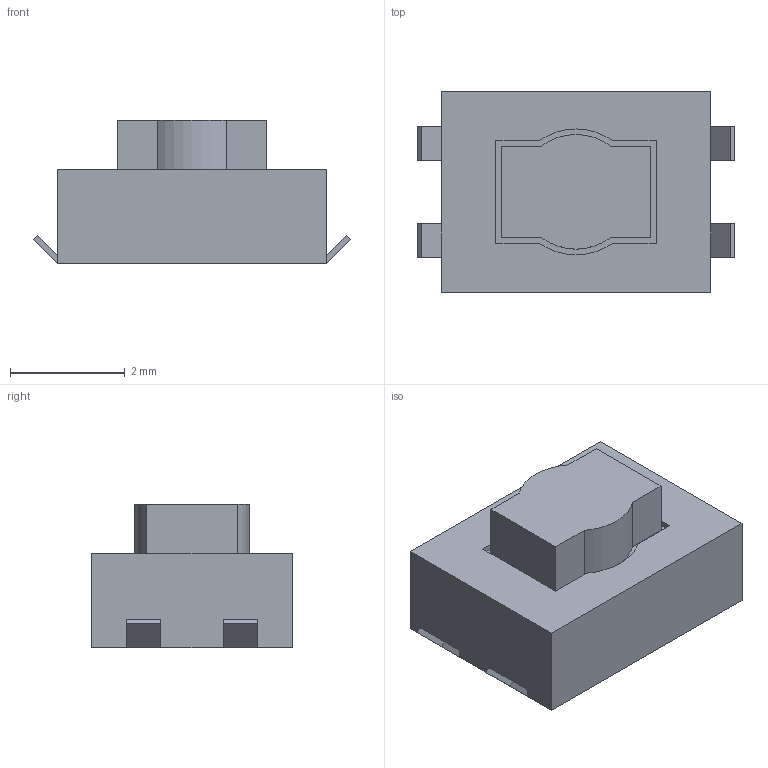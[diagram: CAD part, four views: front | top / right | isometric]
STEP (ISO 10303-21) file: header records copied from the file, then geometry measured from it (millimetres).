
FILE_DESCRIPTION(('HOOPS Exchange Step'),'2;1');
FILE_NAME('temp_export','2022-07-01T16:51:58+09:00',('tylorstyle'),('Shapr3D Limited'),'HOOPS Exchange 2022.0','Shapr3D','Authorized');
FILE_SCHEMA( ('AP203_CONFIGURATION_CONTROLLED_3D_DESIGN_OF_MECHANICAL_PARTS_AND_ASSEMBLIES_MIM_LF') );
Length unit declared in the file: millimetre
Products named in the file (2): 폴더 01; root
Assembly tree (1 placements, depth 2):
  root
    폴더 01
Bounding box: 5.55 x 3.5 x 2.5 mm (x, y, z)
Volume: 31 mm3; surface area: 72.9 mm2
Topology: 5 solids, 5 shells, 48 faces, 108 edges, 72 vertices
Faces by surface type: plane 44, cylinder 4
Entity records: 1404 total; most frequent: CARTESIAN_POINT 230, DIRECTION 216, ORIENTED_EDGE 216, EDGE_CURVE 108, VECTOR 100, LINE 100, VERTEX_POINT 72, AXIS2_PLACEMENT_3D 58
